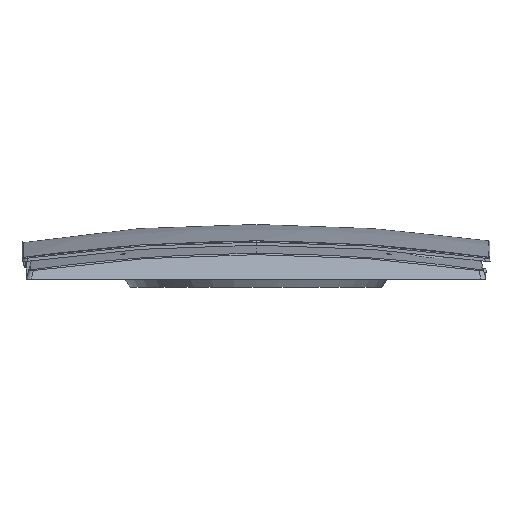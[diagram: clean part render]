
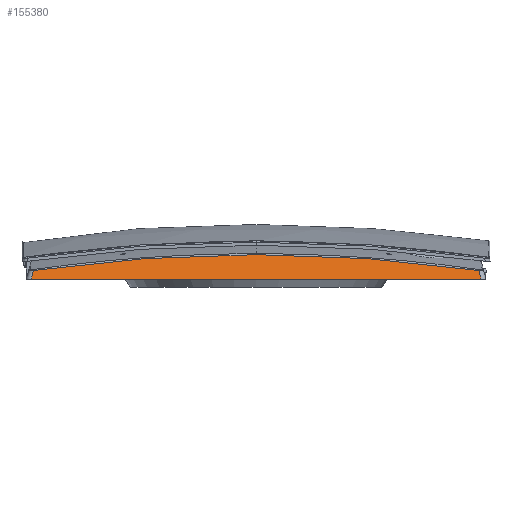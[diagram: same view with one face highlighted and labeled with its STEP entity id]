
A CAD part, left-side view. The second image highlights one B-rep face of the part: STEP entity #155380.
In plain terms, the highlighted planar face has unit normal (-0.966, 0, 0.259).
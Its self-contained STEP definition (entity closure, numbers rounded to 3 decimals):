
#42300=CARTESIAN_POINT('',(-138.036,-135.138,-2.));
#42310=VERTEX_POINT('',#42300);
#42340=CARTESIAN_POINT('',(-137.828,-134.93,
-1.224));
#42350=DIRECTION('',(0.251,0.251,
0.935));
#42360=VECTOR('',#42350,1.);
#42370=LINE('',#42340,#42360);
#42380=CARTESIAN_POINT('',(-136.64,-133.742,
3.209));
#42390=VERTEX_POINT('',#42380);
#42400=EDGE_CURVE('',#42310,#42390,#42370,.T.);
#71330=CARTESIAN_POINT('',(-138.036,135.138,-2.));
#71340=VERTEX_POINT('',#71330);
#71370=CARTESIAN_POINT('',(-138.036,-135.138,-2.));
#71380=DIRECTION('',(0.,1.,0.));
#71390=VECTOR('',#71380,1.);
#71400=LINE('',#71370,#71390);
#71410=EDGE_CURVE('',#42310,#71340,#71400,.T.);
#99600=CARTESIAN_POINT('',(-136.64,133.742,
3.209));
#99610=VERTEX_POINT('',#99600);
#107640=CARTESIAN_POINT('',(-370.585,0.,-869.883));
#107650=DIRECTION('',(-0.966,0.,0.259));
#107660=DIRECTION('',(0.259,0.,0.966));
#107670=AXIS2_PLACEMENT_3D('',#107640,#107650,#107660);
#107680=CIRCLE('',#107670,913.732);
#107690=EDGE_CURVE('',#42390,#99610,#107680,.T.);
#155220=CARTESIAN_POINT('',(-138.036,0.,-2.));
#155230=DIRECTION('',(-0.966,0.,0.259));
#155240=DIRECTION('',(0.,1.,0.));
#155250=AXIS2_PLACEMENT_3D('',#155220,#155230,#155240);
#155260=PLANE('',#155250);
#155270=ORIENTED_EDGE('',*,*,#42400,.T.);
#155280=ORIENTED_EDGE('',*,*,#71410,.F.);
#155290=CARTESIAN_POINT('',(-137.828,134.93,
-1.224));
#155300=DIRECTION('',(0.251,-0.251,
0.935));
#155310=VECTOR('',#155300,1.);
#155320=LINE('',#155290,#155310);
#155330=EDGE_CURVE('',#71340,#99610,#155320,.T.);
#155340=ORIENTED_EDGE('',*,*,#155330,.F.);
#155350=ORIENTED_EDGE('',*,*,#107690,.T.);
#155360=EDGE_LOOP('',(#155350,#155340,#155280,#155270));
#155370=FACE_OUTER_BOUND('',#155360,.T.);
#155380=ADVANCED_FACE('',(#155370),#155260,.T.);
